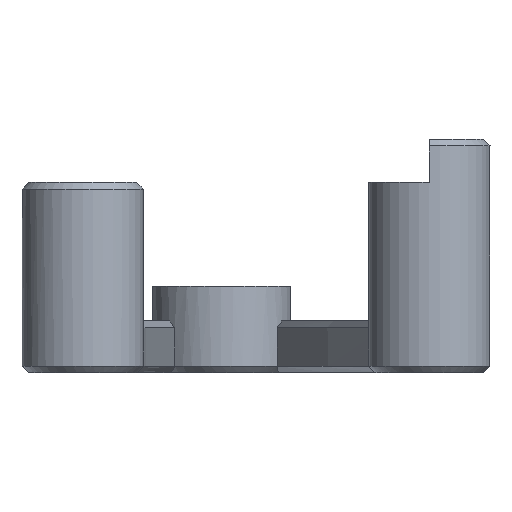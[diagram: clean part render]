
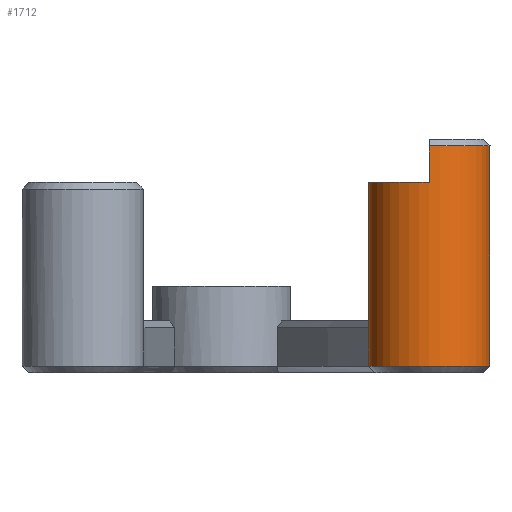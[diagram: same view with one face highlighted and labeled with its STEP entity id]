
A CAD part, left-side view. The second image highlights one B-rep face of the part: STEP entity #1712.
In plain terms, the highlighted cylindrical face has radius 3.5 mm (diameter 7 mm), a full revolution.
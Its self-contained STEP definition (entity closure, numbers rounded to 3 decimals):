
#47=CYLINDRICAL_SURFACE('',#1852,3.5);
#89=CIRCLE('',#1758,3.5);
#114=CIRCLE('',#1820,3.5);
#115=CIRCLE('',#1821,3.5);
#130=CIRCLE('',#1851,3.5);
#131=CIRCLE('',#1853,3.5);
#189=B_SPLINE_CURVE_WITH_KNOTS('',3,(#3217,#3218,#3219,#3220,#3221,#3222,
#3223),.UNSPECIFIED.,.F.,.F.,(4,3,4),(0.,0.033,0.065),
 .UNSPECIFIED.);
#190=B_SPLINE_CURVE_WITH_KNOTS('',3,(#3225,#3226,#3227,#3228,#3229,#3230,
#3231),.UNSPECIFIED.,.F.,.F.,(4,3,4),(0.,0.031,0.063),
 .UNSPECIFIED.);
#274=FACE_OUTER_BOUND('',#390,.T.);
#390=EDGE_LOOP('',(#1452,#1453,#1454,#1455,#1456,#1457,#1458,#1459,#1460,
#1461,#1462,#1463,#1464));
#540=LINE('',#3213,#672);
#541=LINE('',#3214,#673);
#542=LINE('',#3216,#674);
#543=LINE('',#3232,#675);
#544=LINE('',#3235,#676);
#672=VECTOR('',#2206,10.);
#673=VECTOR('',#2207,3.5);
#674=VECTOR('',#2208,10.);
#675=VECTOR('',#2209,10.);
#676=VECTOR('',#2212,10.);
#711=VERTEX_POINT('',#2349);
#712=VERTEX_POINT('',#2355);
#787=VERTEX_POINT('',#2745);
#788=VERTEX_POINT('',#2759);
#789=VERTEX_POINT('',#2767);
#819=VERTEX_POINT('',#3203);
#822=VERTEX_POINT('',#3208);
#823=VERTEX_POINT('',#3212);
#824=VERTEX_POINT('',#3215);
#825=VERTEX_POINT('',#3224);
#826=VERTEX_POINT('',#3233);
#867=EDGE_CURVE('',#711,#712,#89,.T.);
#986=EDGE_CURVE('',#788,#789,#114,.T.);
#987=EDGE_CURVE('',#789,#787,#115,.T.);
#1049=EDGE_CURVE('',#822,#819,#130,.T.);
#1050=EDGE_CURVE('',#823,#822,#540,.T.);
#1051=EDGE_CURVE('',#823,#789,#541,.T.);
#1052=EDGE_CURVE('',#788,#824,#542,.T.);
#1053=EDGE_CURVE('',#712,#824,#189,.F.);
#1054=EDGE_CURVE('',#825,#711,#190,.F.);
#1055=EDGE_CURVE('',#787,#825,#543,.T.);
#1056=EDGE_CURVE('',#826,#823,#131,.T.);
#1057=EDGE_CURVE('',#826,#819,#544,.T.);
#1452=ORIENTED_EDGE('',*,*,#1049,.F.);
#1453=ORIENTED_EDGE('',*,*,#1050,.F.);
#1454=ORIENTED_EDGE('',*,*,#1051,.T.);
#1455=ORIENTED_EDGE('',*,*,#986,.F.);
#1456=ORIENTED_EDGE('',*,*,#1052,.T.);
#1457=ORIENTED_EDGE('',*,*,#1053,.F.);
#1458=ORIENTED_EDGE('',*,*,#867,.F.);
#1459=ORIENTED_EDGE('',*,*,#1054,.F.);
#1460=ORIENTED_EDGE('',*,*,#1055,.F.);
#1461=ORIENTED_EDGE('',*,*,#987,.F.);
#1462=ORIENTED_EDGE('',*,*,#1051,.F.);
#1463=ORIENTED_EDGE('',*,*,#1056,.F.);
#1464=ORIENTED_EDGE('',*,*,#1057,.T.);
#1712=ADVANCED_FACE('',(#274),#47,.T.);
#1758=AXIS2_PLACEMENT_3D('',#2356,#1920,#1921);
#1820=AXIS2_PLACEMENT_3D('',#2768,#2117,#2118);
#1821=AXIS2_PLACEMENT_3D('',#2769,#2119,#2120);
#1851=AXIS2_PLACEMENT_3D('',#3210,#2202,#2203);
#1852=AXIS2_PLACEMENT_3D('',#3211,#2204,#2205);
#1853=AXIS2_PLACEMENT_3D('',#3234,#2210,#2211);
#1920=DIRECTION('center_axis',(0.,0.,-1.));
#1921=DIRECTION('ref_axis',(1.,0.,0.));
#2117=DIRECTION('center_axis',(0.,0.,-1.));
#2118=DIRECTION('ref_axis',(-1.,0.,0.));
#2119=DIRECTION('center_axis',(0.,0.,-1.));
#2120=DIRECTION('ref_axis',(-1.,0.,0.));
#2202=DIRECTION('center_axis',(0.,0.,1.));
#2203=DIRECTION('ref_axis',(1.,0.,0.));
#2204=DIRECTION('center_axis',(0.,0.,1.));
#2205=DIRECTION('ref_axis',(1.,0.,0.));
#2206=DIRECTION('',(0.,0.,1.));
#2207=DIRECTION('',(0.,0.,-1.));
#2208=DIRECTION('',(0.,0.,1.));
#2209=DIRECTION('',(0.,0.,1.));
#2210=DIRECTION('center_axis',(0.,0.,1.));
#2211=DIRECTION('ref_axis',(1.,0.,0.));
#2212=DIRECTION('',(0.,0.,1.));
#2349=CARTESIAN_POINT('',(-31.528,-15.163,-8.));
#2355=CARTESIAN_POINT('',(-30.878,-18.784,-8.));
#2356=CARTESIAN_POINT('Origin',(-34.134,-17.5,-8.));
#2745=CARTESIAN_POINT('',(-31.874,-14.827,-10.6));
#2759=CARTESIAN_POINT('',(-31.102,-19.248,-10.6));
#2767=CARTESIAN_POINT('',(-37.634,-17.5,-10.6));
#2768=CARTESIAN_POINT('Origin',(-34.134,-17.5,-10.6));
#2769=CARTESIAN_POINT('Origin',(-34.134,-17.5,-10.6));
#3203=CARTESIAN_POINT('',(-30.634,-17.5,2.1));
#3208=CARTESIAN_POINT('',(-37.634,-17.5,2.1));
#3210=CARTESIAN_POINT('Origin',(-34.134,-17.5,2.1));
#3211=CARTESIAN_POINT('Origin',(-34.134,-17.5,-11.));
#3212=CARTESIAN_POINT('',(-37.634,-17.5,0.));
#3213=CARTESIAN_POINT('',(-37.634,-17.5,0.));
#3214=CARTESIAN_POINT('',(-37.634,-17.5,-11.));
#3215=CARTESIAN_POINT('',(-31.102,-19.248,-8.4));
#3216=CARTESIAN_POINT('',(-31.102,-19.248,-11.));
#3217=CARTESIAN_POINT('Ctrl Pts',(-31.102,-19.248,-8.4));
#3218=CARTESIAN_POINT('Ctrl Pts',(-31.057,-19.17,-8.335));
#3219=CARTESIAN_POINT('Ctrl Pts',(-31.016,-19.092,-8.268));
#3220=CARTESIAN_POINT('Ctrl Pts',(-30.978,-19.013,-8.2));
#3221=CARTESIAN_POINT('Ctrl Pts',(-30.941,-18.937,-8.134));
#3222=CARTESIAN_POINT('Ctrl Pts',(-30.908,-18.86,-8.068));
#3223=CARTESIAN_POINT('Ctrl Pts',(-30.878,-18.784,-8.));
#3224=CARTESIAN_POINT('',(-31.874,-14.827,-8.4));
#3225=CARTESIAN_POINT('Ctrl Pts',(-31.528,-15.163,-8.));
#3226=CARTESIAN_POINT('Ctrl Pts',(-31.58,-15.105,-8.067));
#3227=CARTESIAN_POINT('Ctrl Pts',(-31.635,-15.049,-8.134));
#3228=CARTESIAN_POINT('Ctrl Pts',(-31.691,-14.993,-8.2));
#3229=CARTESIAN_POINT('Ctrl Pts',(-31.75,-14.936,-8.268));
#3230=CARTESIAN_POINT('Ctrl Pts',(-31.811,-14.881,-8.334));
#3231=CARTESIAN_POINT('Ctrl Pts',(-31.874,-14.827,-8.4));
#3232=CARTESIAN_POINT('',(-31.874,-14.827,-11.));
#3233=CARTESIAN_POINT('',(-30.634,-17.5,0.));
#3234=CARTESIAN_POINT('Origin',(-34.134,-17.5,0.));
#3235=CARTESIAN_POINT('',(-30.634,-17.5,0.));
